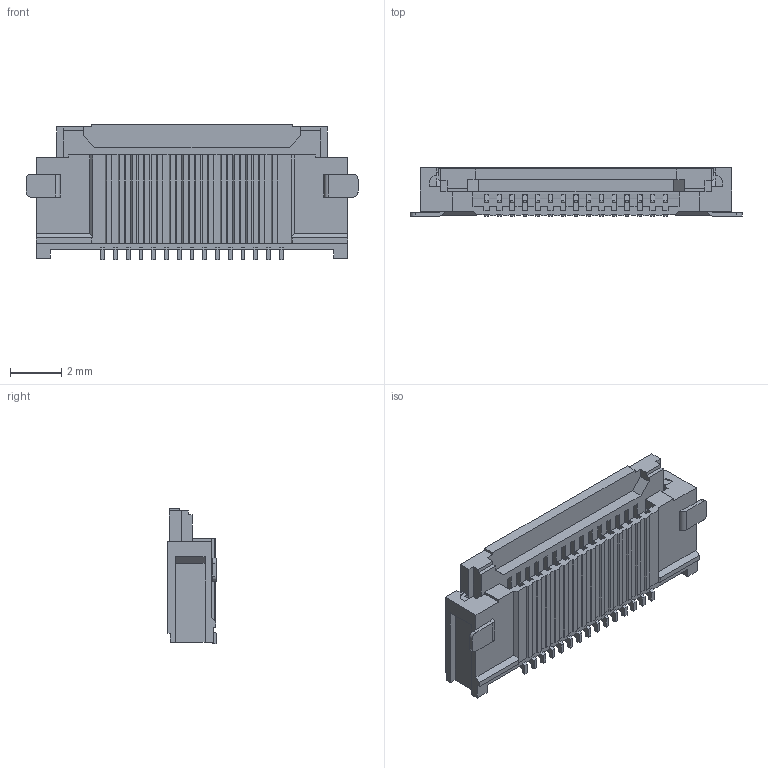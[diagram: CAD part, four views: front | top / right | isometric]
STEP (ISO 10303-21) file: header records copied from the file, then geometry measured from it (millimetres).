
FILE_DESCRIPTION((''),'2;1');
FILE_NAME('5052781533','2022-01-14T',('gga'),(''),'PRO/ENGINEER BY PARAMETRIC TECHNOLOGY CORPORATION, 2016010','PRO/ENGINEER BY PARAMETRIC TECHNOLOGY CORPORATION, 2016010','');
FILE_SCHEMA(('CONFIG_CONTROL_DESIGN'));
Length unit declared in the file: millimetre
Products named in the file (1): 5052781533
Bounding box: 13 x 1.9 x 5.3 mm (x, y, z)
Volume: 68 mm3; surface area: 370.5 mm2
Topology: 1 solids, 1 shells, 937 faces, 2705 edges, 1798 vertices
Faces by surface type: plane 816, cylinder 121
Entity records: 30390 total; most frequent: CARTESIAN_POINT 5448, ORIENTED_EDGE 5410, DIRECTION 4821, EDGE_CURVE 2705, VECTOR 2461, LINE 2461, VERTEX_POINT 1798, AXIS2_PLACEMENT_3D 1180
